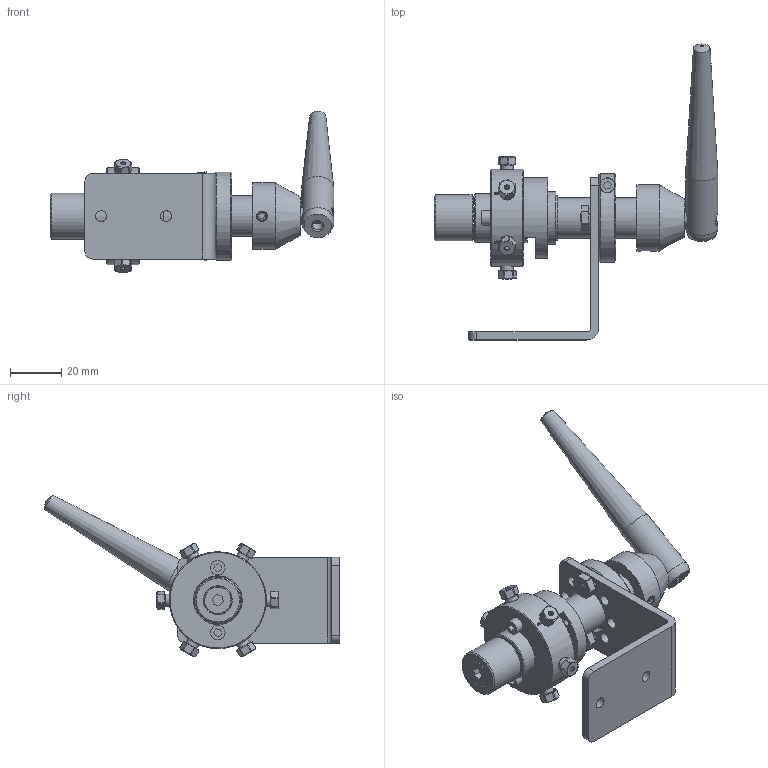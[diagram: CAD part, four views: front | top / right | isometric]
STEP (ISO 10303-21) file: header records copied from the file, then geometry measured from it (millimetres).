
FILE_DESCRIPTION((''),'2;1');
FILE_NAME('312344-2C6UW 6 port 2-pos valve manual version with standoff.stp','2013-08-12T07:50:30',('Franzp'),(''),'Autodesk Inventor 2013','Autodesk Inventor 2013','');
FILE_SCHEMA(('AUTOMOTIVE_DESIGN { 1 0 10303 214 1 1 1 1 }'));
Length unit declared in the file: millimetre
Products named in the file (1): 312344_Shrinkwrap_1
Bounding box: 111.09 x 115.72 x 63.34 mm (x, y, z)
Surface area: 27507.5 mm2 (no closed solid volume)
Topology: 0 solids, 43 shells, 299 faces, 1102 edges, 824 vertices
Faces by surface type: plane 152, cylinder 109, cone 35, sphere 2, bspline 1
Full cylindrical faces by diameter (mm): 1.727 x6, 2.642 x8, 3.51 x1, 3.962 x1, 4.32 x8, 4.826 x6, 5.61 x6, 5.65 x3, 5.84 x1, 6.35 x1, 6.53 x1, 12.7 x1, 15.875 x1, 17.45 x1, 18 x1, 19.05 x2, 19.075 x1, 20.625 x1, 26 x1, 31.62 x1, 37.973 x1
Entity records: 12414 total; most frequent: CARTESIAN_POINT 3224, DIRECTION 1798, ORIENTED_EDGE 1454, EDGE_CURVE 978, VERTEX_POINT 787, AXIS2_PLACEMENT_3D 668, EDGE_LOOP 474, VECTOR 462
